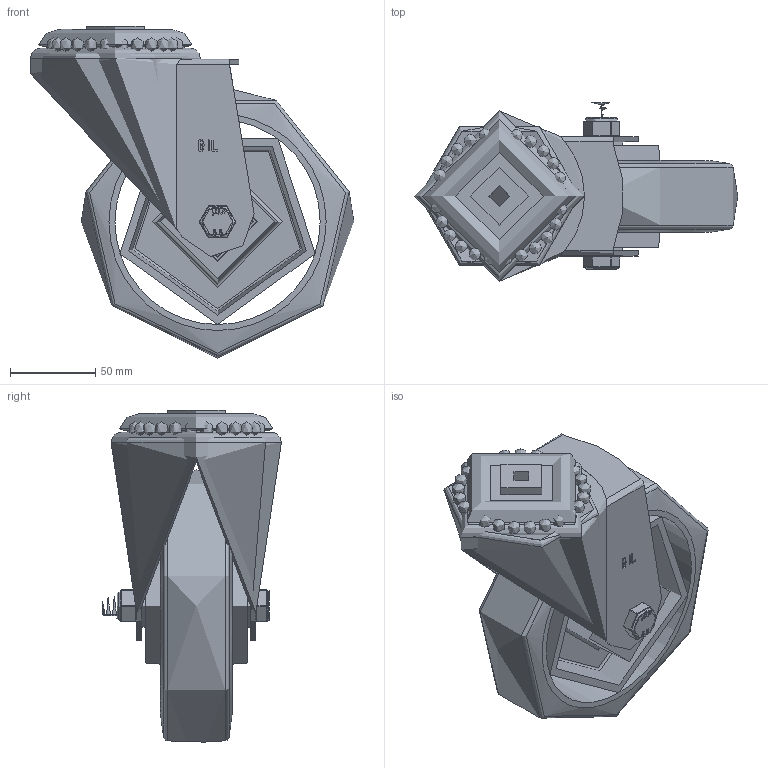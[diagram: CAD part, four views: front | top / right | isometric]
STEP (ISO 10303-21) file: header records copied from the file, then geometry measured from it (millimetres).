
FILE_DESCRIPTION(/* description */ (''),/* implementation_level */ '2;1');
FILE_NAME(/* name */ 'BZMM160RNBJBH12.step',/* time_stamp */ '2024-10-07T11:43:50+01:00',/* author */ (''),/* organization */ (''),/* preprocessor_version */ 'ST-DEVELOPER v20',/* originating_system */ 'Autodesk Translation Framework v13.20.0.188',/* authorisation */ '');
FILE_SCHEMA (('AUTOMOTIVE_DESIGN { 1 0 10303 214 3 1 1 }'));
Length unit declared in the file: millimetre
Products named in the file (32): BZMM160RNBJBH12; BZMM150ASBH12 - 64 v1; ZINC PLATED, PRESSED STEEL FORKS; ZINC PLATED, PRESSED STEEL HEAD; ZINC PLATED, PRESSED STEEL HEAD Geometry; BALL BEARINGS; BALL BEARINGS2; Component2; Component1; BZH160WRNBJM20 v1; 75 SHORE A ELASTIC RUBBER TYRE; NYLON RIM; BEARING SPACER; BEARING6204; BALL BEARINGS (1); BEARING6204 (1); BALL BEARINGS (1) (1); Component3; INNER; OUTER; MIDDLE; RUBBER; TH20X2X12 v1; ZINC PLATED HEADED SPACER; TH20X2X12 v1 (1); ZINC PLATED HEADED SPACER (1); HEXBOLTM12X90Z8.8 v2; GRADE 8.8 ZINC PLATED BOLT; NYLOCM12Z v1; NYLOC NUT; NUT; RUBBER (1)
Assembly tree (93 placements, depth 6):
  BZMM160RNBJBH12
    BZMM150ASBH12 - 64 v1
      ZINC PLATED, PRESSED STEEL FORKS
      ZINC PLATED, PRESSED STEEL HEAD
        ZINC PLATED, PRESSED STEEL HEAD Geometry
        BALL BEARINGS
          Component1  x25
          BALL BEARINGS2
            Component2  x20
    BZH160WRNBJM20 v1
      75 SHORE A ELASTIC RUBBER TYRE
      NYLON RIM
      BEARING SPACER
      BEARING6204
        INNER
        OUTER
        BALL BEARINGS (1)
          Component3  x8
        MIDDLE
        RUBBER
      BEARING6204 (1)
        BALL BEARINGS (1) (1)
          Component3  x8
        INNER
        OUTER
        MIDDLE
        RUBBER
    TH20X2X12 v1
      ZINC PLATED HEADED SPACER
    TH20X2X12 v1 (1)
      ZINC PLATED HEADED SPACER (1)
    HEXBOLTM12X90Z8.8 v2
      GRADE 8.8 ZINC PLATED BOLT
    NYLOCM12Z v1
      NYLOC NUT
        NUT
        RUBBER (1)
Bounding box: 190 x 105 x 194.91 mm (x, y, z)
Volume: 815528.9 mm3; surface area: 254775.4 mm2
Topology: 81 solids, 81 shells, 1094 faces, 2762 edges, 1829 vertices
Faces by surface type: plane 415, bspline 336, cylinder 193, sphere 111, torus 25, cone 14
Full cylindrical faces by diameter (mm): 9.836 x16, 11.834 x16, 12 x3, 12.2 x3, 12.5 x2, 14 x2, 17.75 x1, 18.5 x1, 19.8 x2, 20 x3, 24 x2, 25 x2, 27 x2, 28.5 x8, 30.8 x4, 31.3 x4, 34 x1, 39 x2, 40.3 x4, 40.5 x4, 40.8 x4, 42 x11, 47 x4, 58 x1, 63 x1, 94 x1, 100 x1, 120.5 x2
Entity records: 30183 total; most frequent: CARTESIAN_POINT 13744, ORIENTED_EDGE 3332, DIRECTION 2856, EDGE_CURVE 1666, VERTEX_POINT 1105, AXIS2_PLACEMENT_3D 1058, EDGE_LOOP 833, LINE 740
